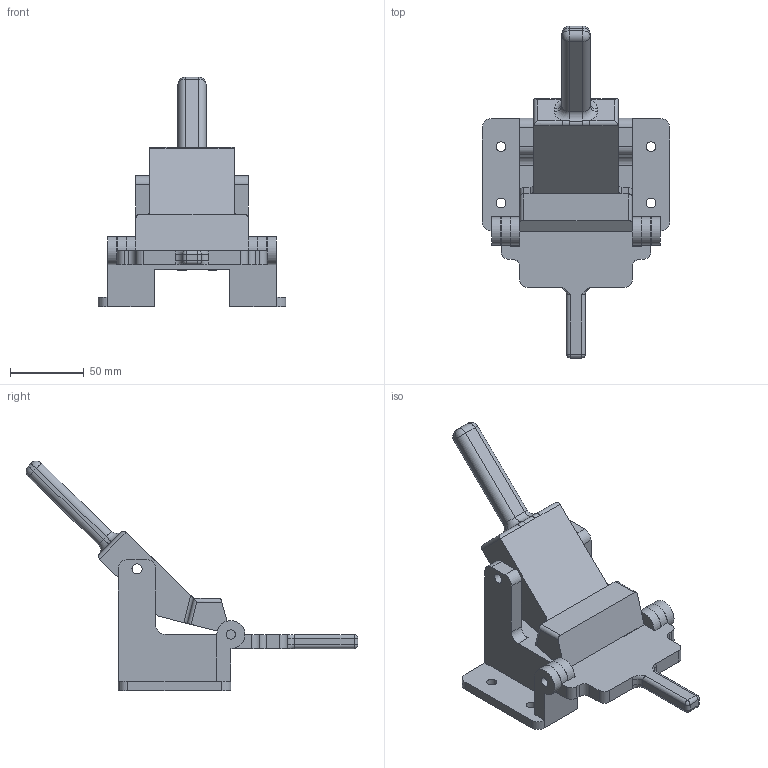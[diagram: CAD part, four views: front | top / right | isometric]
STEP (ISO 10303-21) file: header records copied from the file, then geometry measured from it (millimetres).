
FILE_DESCRIPTION( ( '' ), ' ' );
FILE_NAME( '55e8b662e4b0c02686759952.step', '2015-09-03T21:06:42', ( '' ), ( '' ), ' ', ' ', ' ' );
FILE_SCHEMA( ( 'AUTOMOTIVE_DESIGN { 1 0 10303 214 1 1 1 1 }' ) );
Length unit declared in the file: metre
Products named in the file (3): 3SBA1 - Clamp; 2SBA1 - Bending Leaf; 1SBA1 - Base
Bounding box: 127 x 224.51 x 155.47 mm (x, y, z)
Volume: 376039.8 mm3; surface area: 83347.5 mm2
Topology: 3 solids, 3 shells, 731 faces, 1987 edges, 1304 vertices
Faces by surface type: extrusion 347, plane 291, cylinder 73, torus 8, sphere 8, bspline 4
Full cylindrical faces by diameter (mm): 6.35 x4, 6.604 x6, 6.858 x3
Entity records: 23485 total; most frequent: CARTESIAN_POINT 6406, ORIENTED_EDGE 3912, DIRECTION 2511, EDGE_CURVE 1956, VECTOR 1449, VERTEX_POINT 1292, LINE 1102, B_SPLINE_CURVE_WITH_KNOTS 1053
